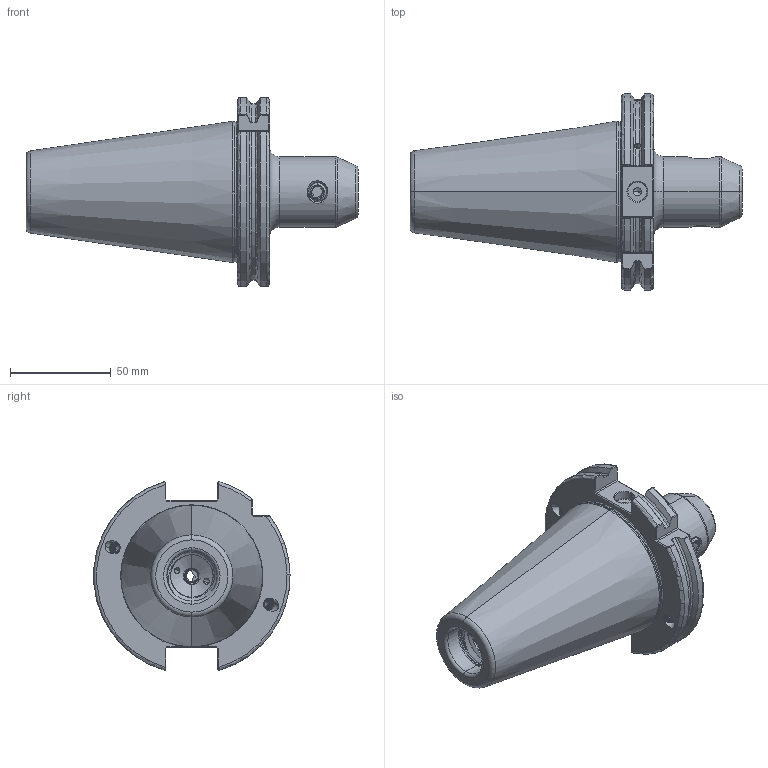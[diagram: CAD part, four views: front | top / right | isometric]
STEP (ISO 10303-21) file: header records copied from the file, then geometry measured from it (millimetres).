
FILE_DESCRIPTION (( 'STEP AP203' ), '1' );
FILE_NAME ('503.05.10.STEP', '2016-11-25T08:49:04', ( '' ), ( '' ), 'SwSTEP 2.0', 'SolidWorks 2012', '' );
FILE_SCHEMA (( 'CONFIG_CONTROL_DESIGN' ));
Length unit declared in the file: millimetre
Products named in the file (3): 側固10_M10x1.5_12L; 503.05.10
Assembly tree (2 placements, depth 2):
  503.05.10
    503.05.10
    側固10_M10x1.5_12L
Bounding box: 164.75 x 97.33 x 93.81 mm (x, y, z)
Volume: 362051.1 mm3; surface area: 53048 mm2
Topology: 2 solids, 2 shells, 359 faces, 962 edges, 604 vertices
Faces by surface type: cylinder 167, plane 70, cone 46, bspline 40, torus 34, sphere 2
Entity records: 34068 total; most frequent: CARTESIAN_POINT 25984, ORIENTED_EDGE 1900, DIRECTION 1300, EDGE_CURVE 950, VERTEX_POINT 604, AXIS2_PLACEMENT_3D 497, EDGE_LOOP 380, ADVANCED_FACE 359
